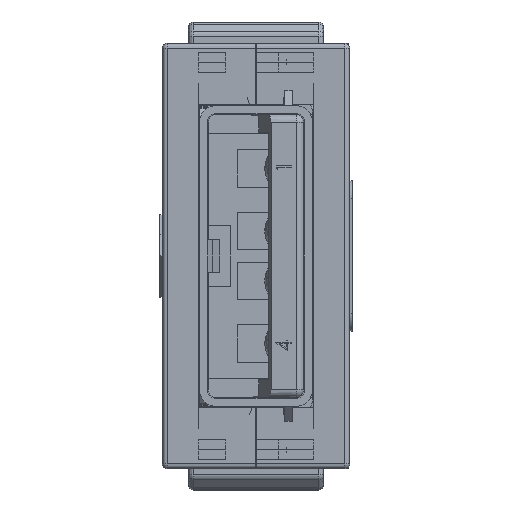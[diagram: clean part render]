
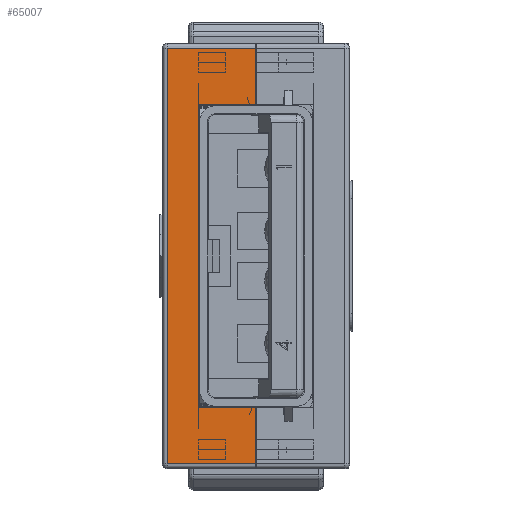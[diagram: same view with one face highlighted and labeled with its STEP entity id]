
A CAD part, left-side view. The second image highlights one B-rep face of the part: STEP entity #65007.
In plain terms, the highlighted planar face has unit normal (-1, 0, 0).
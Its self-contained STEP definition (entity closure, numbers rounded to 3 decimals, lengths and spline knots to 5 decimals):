
#1201 = VERTEX_POINT ( 'NONE', #47779 ) ;
#3493 = EDGE_CURVE ( 'NONE', #1201, #17522, #79619, .T. ) ;
#3736 = CARTESIAN_POINT ( 'NONE',  ( -4.12402, 0., 0.32677 ) ) ;
#5636 = ORIENTED_EDGE ( 'NONE', *, *, #68357, .T. ) ;
#7074 = LINE ( 'NONE', #75741, #59191 ) ;
#8522 = VERTEX_POINT ( 'NONE', #63053 ) ;
#8734 = LINE ( 'NONE', #24786, #22985 ) ;
#10389 = VECTOR ( 'NONE', #66845, 39.37008 ) ;
#11819 = CARTESIAN_POINT ( 'NONE',  ( -4.12402, 0.09055, 0.23819 ) ) ;
#12590 = LINE ( 'NONE', #11819, #43180 ) ;
#13594 = EDGE_CURVE ( 'NONE', #1201, #17514, #61144, .T. ) ;
#14898 = EDGE_CURVE ( 'NONE', #17522, #57380, #8734, .T. ) ;
#15171 = VECTOR ( 'NONE', #30512, 39.37008 ) ;
#15476 = CARTESIAN_POINT ( 'NONE',  ( -4.12402, 0., -0.33465 ) ) ;
#15491 = VECTOR ( 'NONE', #59180, 39.37008 ) ;
#17256 = CARTESIAN_POINT ( 'NONE',  ( -4.12402, 0.09055, 0.23819 ) ) ;
#17514 = VERTEX_POINT ( 'NONE', #42329 ) ;
#17522 = VERTEX_POINT ( 'NONE', #48046 ) ;
#18693 = VERTEX_POINT ( 'NONE', #28776 ) ;
#19332 = EDGE_CURVE ( 'NONE', #39133, #17514, #12590, .T. ) ;
#20086 = ORIENTED_EDGE ( 'NONE', *, *, #3493, .T. ) ;
#21998 = PLANE ( 'NONE',  #72908 ) ;
#22955 = EDGE_LOOP ( 'NONE', ( #80454, #20086, #60424, #5636, #65123, #51080, #71030, #36511 ) ) ;
#22985 = VECTOR ( 'NONE', #63127, 39.37008 ) ;
#24786 = CARTESIAN_POINT ( 'NONE',  ( -4.12402, 0.13976, -0.33465 ) ) ;
#24936 = DIRECTION ( 'NONE',  ( 0., -1., 0. ) ) ;
#28776 = CARTESIAN_POINT ( 'NONE',  ( -4.12402, 0., -0.32677 ) ) ;
#29398 = VECTOR ( 'NONE', #80314, 39.37008 ) ;
#30512 = DIRECTION ( 'NONE',  ( 0., 1., 0. ) ) ;
#32563 = FACE_OUTER_BOUND ( 'NONE', #22955, .T. ) ;
#36511 = ORIENTED_EDGE ( 'NONE', *, *, #19332, .T. ) ;
#38974 = EDGE_CURVE ( 'NONE', #39133, #8522, #39282, .T. ) ;
#39133 = VERTEX_POINT ( 'NONE', #17256 ) ;
#39282 = LINE ( 'NONE', #62124, #74981 ) ;
#42329 = CARTESIAN_POINT ( 'NONE',  ( -4.12402, 0., 0.23819 ) ) ;
#43180 = VECTOR ( 'NONE', #24936, 39.37008 ) ;
#47779 = CARTESIAN_POINT ( 'NONE',  ( -4.12402, 0., 0.32677 ) ) ;
#48046 = CARTESIAN_POINT ( 'NONE',  ( -4.12402, 0.13976, 0.32677 ) ) ;
#49736 = CARTESIAN_POINT ( 'NONE',  ( -4.12402, 0., -0.23819 ) ) ;
#51080 = ORIENTED_EDGE ( 'NONE', *, *, #62594, .F. ) ;
#54896 = DIRECTION ( 'NONE',  ( 0., 0., -1. ) ) ;
#56875 = EDGE_CURVE ( 'NONE', #58893, #18693, #7074, .T. ) ;
#57380 = VERTEX_POINT ( 'NONE', #58130 ) ;
#58130 = CARTESIAN_POINT ( 'NONE',  ( -4.12402, 0.13976, -0.32677 ) ) ;
#58893 = VERTEX_POINT ( 'NONE', #49736 ) ;
#59180 = DIRECTION ( 'NONE',  ( 0., -1., 0. ) ) ;
#59191 = VECTOR ( 'NONE', #54896, 39.37008 ) ;
#60424 = ORIENTED_EDGE ( 'NONE', *, *, #14898, .T. ) ;
#61144 = LINE ( 'NONE', #79474, #29398 ) ;
#61832 = DIRECTION ( 'NONE',  ( 0., 0., -1. ) ) ;
#62124 = CARTESIAN_POINT ( 'NONE',  ( -4.12402, 0.09055, -0.23819 ) ) ;
#62594 = EDGE_CURVE ( 'NONE', #8522, #58893, #64607, .T. ) ;
#63053 = CARTESIAN_POINT ( 'NONE',  ( -4.12402, 0.09055, -0.23819 ) ) ;
#63127 = DIRECTION ( 'NONE',  ( 0., 0., -1. ) ) ;
#64607 = LINE ( 'NONE', #78567, #15491 ) ;
#65007 = ADVANCED_FACE ( 'NONE', ( #32563 ), #21998, .F. ) ;
#65123 = ORIENTED_EDGE ( 'NONE', *, *, #56875, .F. ) ;
#66845 = DIRECTION ( 'NONE',  ( 0., -1., 0. ) ) ;
#68016 = DIRECTION ( 'NONE',  ( 0., 1., 0. ) ) ;
#68357 = EDGE_CURVE ( 'NONE', #57380, #18693, #75789, .T. ) ;
#71030 = ORIENTED_EDGE ( 'NONE', *, *, #38974, .F. ) ;
#72908 = AXIS2_PLACEMENT_3D ( 'NONE', #15476, #74819, #68016 ) ;
#74819 = DIRECTION ( 'NONE',  ( 1., 0., 0. ) ) ;
#74981 = VECTOR ( 'NONE', #61832, 39.37008 ) ;
#75741 = CARTESIAN_POINT ( 'NONE',  ( -4.12402, 0., -0.33465 ) ) ;
#75789 = LINE ( 'NONE', #80268, #10389 ) ;
#78567 = CARTESIAN_POINT ( 'NONE',  ( -4.12402, 0.09055, -0.23819 ) ) ;
#79474 = CARTESIAN_POINT ( 'NONE',  ( -4.12402, 0., -0.33465 ) ) ;
#79619 = LINE ( 'NONE', #3736, #15171 ) ;
#80268 = CARTESIAN_POINT ( 'NONE',  ( -4.12402, 0., -0.32677 ) ) ;
#80314 = DIRECTION ( 'NONE',  ( 0., 0., -1. ) ) ;
#80454 = ORIENTED_EDGE ( 'NONE', *, *, #13594, .F. ) ;
